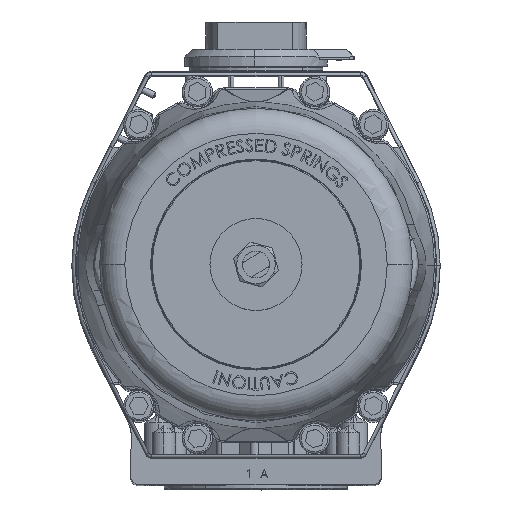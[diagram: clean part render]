
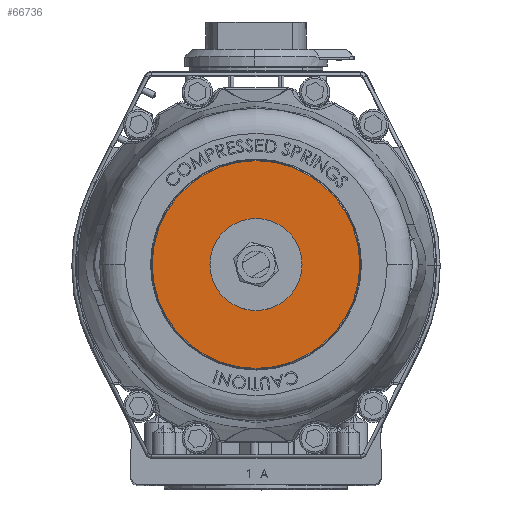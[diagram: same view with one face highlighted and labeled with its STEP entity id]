
A CAD part, top view. The second image highlights one B-rep face of the part: STEP entity #66736.
In plain terms, the highlighted planar face has unit normal (0, 0, 1).
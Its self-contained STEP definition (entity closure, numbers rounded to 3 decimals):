
#1154 = AXIS2_PLACEMENT_3D ( 'NONE', #9741, #43990, #57210 ) ;
#4645 = DIRECTION ( 'NONE',  ( -1., 0., 0. ) ) ;
#5570 = DIRECTION ( 'NONE',  ( 0., 0., -1. ) ) ;
#7091 = EDGE_LOOP ( 'NONE', ( #75033, #11199 ) ) ;
#8335 = VERTEX_POINT ( 'NONE', #40506 ) ;
#9049 = CARTESIAN_POINT ( 'NONE',  ( 0., 0., 233. ) ) ;
#9741 = CARTESIAN_POINT ( 'NONE',  ( 0., 0., 233. ) ) ;
#10699 = FACE_OUTER_BOUND ( 'NONE', #7091, .T. ) ;
#11199 = ORIENTED_EDGE ( 'NONE', *, *, #18468, .T. ) ;
#12607 = DIRECTION ( 'NONE',  ( 0., 0., 1. ) ) ;
#15784 = CIRCLE ( 'NONE', #1154, 27.5 ) ;
#16591 = VERTEX_POINT ( 'NONE', #75362 ) ;
#18468 = EDGE_CURVE ( 'Defeatured_0_553+Defeatured_0_552+Defeatured_0_552+Defeatured_0_552', #30215, #73311, #23376, .T. ) ;
#23376 = CIRCLE ( 'NONE', #61252, 61.987 ) ;
#23843 = FACE_BOUND ( 'NONE', #55150, .T. ) ;
#26482 = PLANE ( 'NONE',  #26971 ) ;
#26971 = AXIS2_PLACEMENT_3D ( 'NONE', #39633, #44952, #55544 ) ;
#27249 = AXIS2_PLACEMENT_3D ( 'NONE', #41110, #5570, #66156 ) ;
#30215 = VERTEX_POINT ( 'NONE', #48208 ) ;
#31859 = CARTESIAN_POINT ( 'NONE',  ( -61.987, 0., 233. ) ) ;
#39633 = CARTESIAN_POINT ( 'NONE',  ( 0., 0., 233. ) ) ;
#40506 = CARTESIAN_POINT ( 'NONE',  ( 0., 27.5, 233. ) ) ;
#41110 = CARTESIAN_POINT ( 'NONE',  ( 0., 0., 233. ) ) ;
#42610 = CIRCLE ( 'NONE', #80444, 61.987 ) ;
#43990 = DIRECTION ( 'NONE',  ( 0., 0., -1. ) ) ;
#44952 = DIRECTION ( 'NONE',  ( 0., 0., 1. ) ) ;
#48208 = CARTESIAN_POINT ( 'NONE',  ( 61.987, 0., 233. ) ) ;
#49474 = CIRCLE ( 'NONE', #27249, 27.5 ) ;
#55150 = EDGE_LOOP ( 'NONE', ( #74867, #78035 ) ) ;
#55544 = DIRECTION ( 'NONE',  ( -1., 0., 0. ) ) ;
#56322 = EDGE_CURVE ( 'Defeatured_0_553+Defeatured_0_861+Defeatured_0_861+Defeatured_0_861', #16591, #8335, #15784, .T. ) ;
#56540 = DIRECTION ( 'NONE',  ( -1., 0., 0. ) ) ;
#57210 = DIRECTION ( 'NONE',  ( 0., 1., 0. ) ) ;
#61252 = AXIS2_PLACEMENT_3D ( 'NONE', #73275, #12607, #4645 ) ;
#63126 = DIRECTION ( 'NONE',  ( 0., 0., 1. ) ) ;
#64565 = EDGE_CURVE ( 'Defeatured_0_553+Defeatured_0_552+Defeatured_0_552+Defeatured_0_552', #73311, #30215, #42610, .T. ) ;
#66156 = DIRECTION ( 'NONE',  ( 0., 1., 0. ) ) ;
#66736 = ADVANCED_FACE ( 'Defeatured_0_553', ( #23843, #10699 ), #26482, .T. ) ;
#73275 = CARTESIAN_POINT ( 'NONE',  ( 0., 0., 233. ) ) ;
#73311 = VERTEX_POINT ( 'NONE', #31859 ) ;
#74867 = ORIENTED_EDGE ( 'NONE', *, *, #79439, .T. ) ;
#75033 = ORIENTED_EDGE ( 'NONE', *, *, #64565, .T. ) ;
#75362 = CARTESIAN_POINT ( 'NONE',  ( 0., -27.5, 233. ) ) ;
#78035 = ORIENTED_EDGE ( 'NONE', *, *, #56322, .T. ) ;
#79439 = EDGE_CURVE ( 'Defeatured_0_553+Defeatured_0_861+Defeatured_0_861+Defeatured_0_861', #8335, #16591, #49474, .T. ) ;
#80444 = AXIS2_PLACEMENT_3D ( 'NONE', #9049, #63126, #56540 ) ;
